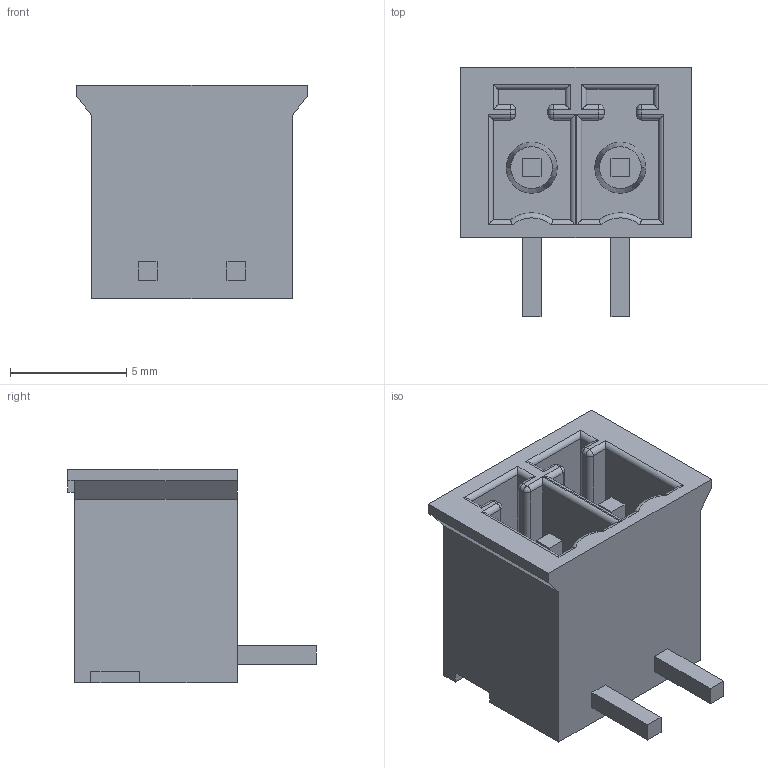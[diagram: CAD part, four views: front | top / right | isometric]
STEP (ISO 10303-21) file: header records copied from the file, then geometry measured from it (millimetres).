
FILE_DESCRIPTION((''),'2;1');
FILE_NAME('C-284513-2','2008-10-25T',('workeradm'),('Tyco Electronics Corporation'),'PRO/ENGINEER BY PARAMETRIC TECHNOLOGY CORPORATION, 2005450','PRO/ENGINEER BY PARAMETRIC TECHNOLOGY CORPORATION, 2005450','');
FILE_SCHEMA(('CONFIG_CONTROL_DESIGN', 'GEOMETRIC_VALIDATION_PROPERTIES_MIM'));
Length unit declared in the file: millimetre
Products named in the file (1): C-284513-2
Bounding box: 9.91 x 10.7 x 9.2 mm (x, y, z)
Volume: 345.3 mm3; surface area: 777.3 mm2
Topology: 1 solids, 1 shells, 162 faces, 390 edges, 238 vertices
Faces by surface type: plane 90, cylinder 54, sphere 12, cone 4, torus 2
Entity records: 4925 total; most frequent: CARTESIAN_POINT 1051, ORIENTED_EDGE 780, DIRECTION 752, EDGE_CURVE 390, VECTOR 296, LINE 296, VERTEX_POINT 238, AXIS2_PLACEMENT_3D 228
